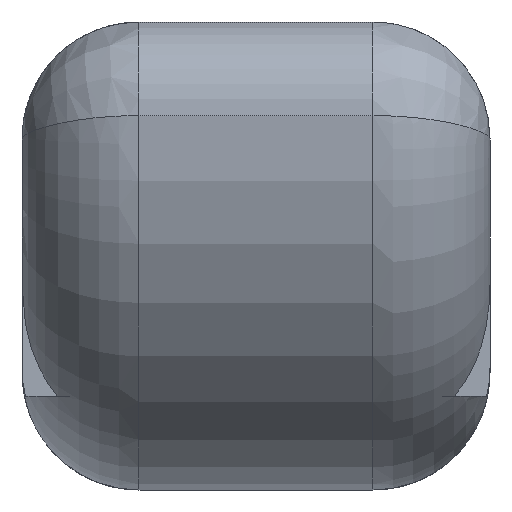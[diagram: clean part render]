
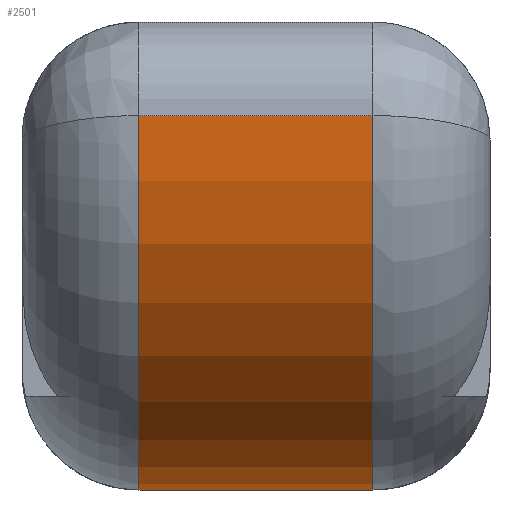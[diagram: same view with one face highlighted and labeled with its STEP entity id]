
A CAD part, front view. The second image highlights one B-rep face of the part: STEP entity #2501.
In plain terms, the highlighted cylindrical face has radius 8 mm (diameter 16 mm), a partial arc.
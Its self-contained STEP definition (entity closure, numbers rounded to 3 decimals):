
#74=CYLINDRICAL_SURFACE('',#2704,8.);
#167=CIRCLE('',#2681,8.);
#176=CIRCLE('',#2701,8.);
#270=FACE_OUTER_BOUND('',#416,.T.);
#416=EDGE_LOOP('',(#1774,#1775,#1776,#1777));
#594=LINE('',#4030,#837);
#595=LINE('',#4032,#838);
#837=VECTOR('',#3047,10.);
#838=VECTOR('',#3050,10.);
#1052=VERTEX_POINT('',#3754);
#1057=VERTEX_POINT('',#3785);
#1077=VERTEX_POINT('',#3934);
#1083=VERTEX_POINT('',#3969);
#1311=EDGE_CURVE('',#1057,#1052,#167,.T.);
#1349=EDGE_CURVE('',#1077,#1083,#176,.T.);
#1355=EDGE_CURVE('',#1057,#1083,#594,.T.);
#1356=EDGE_CURVE('',#1077,#1052,#595,.T.);
#1774=ORIENTED_EDGE('',*,*,#1311,.F.);
#1775=ORIENTED_EDGE('',*,*,#1355,.T.);
#1776=ORIENTED_EDGE('',*,*,#1349,.F.);
#1777=ORIENTED_EDGE('',*,*,#1356,.T.);
#2501=ADVANCED_FACE('',(#270),#74,.T.);
#2681=AXIS2_PLACEMENT_3D('',#3827,#2977,#2978);
#2701=AXIS2_PLACEMENT_3D('',#4013,#3039,#3040);
#2704=AXIS2_PLACEMENT_3D('',#4031,#3048,#3049);
#2977=DIRECTION('center_axis',(-1.,0.,0.));
#2978=DIRECTION('ref_axis',(0.,-0.707,-0.707));
#3039=DIRECTION('center_axis',(1.,0.,0.));
#3040=DIRECTION('ref_axis',(0.,-0.707,-0.707));
#3047=DIRECTION('',(1.,0.,0.));
#3048=DIRECTION('center_axis',(-1.,0.,0.));
#3049=DIRECTION('ref_axis',(0.,-0.707,-0.707));
#3050=DIRECTION('',(-1.,0.,0.));
#3754=CARTESIAN_POINT('',(-2.5,6.15,3.));
#3785=CARTESIAN_POINT('',(-2.5,14.15,-5.));
#3827=CARTESIAN_POINT('Origin',(-2.5,14.15,3.));
#3934=CARTESIAN_POINT('',(2.5,6.15,3.));
#3969=CARTESIAN_POINT('',(2.5,14.15,-5.));
#4013=CARTESIAN_POINT('Origin',(2.5,14.15,3.));
#4030=CARTESIAN_POINT('',(2.5,14.15,-5.));
#4031=CARTESIAN_POINT('Origin',(2.5,14.15,3.));
#4032=CARTESIAN_POINT('',(2.5,6.15,3.));
